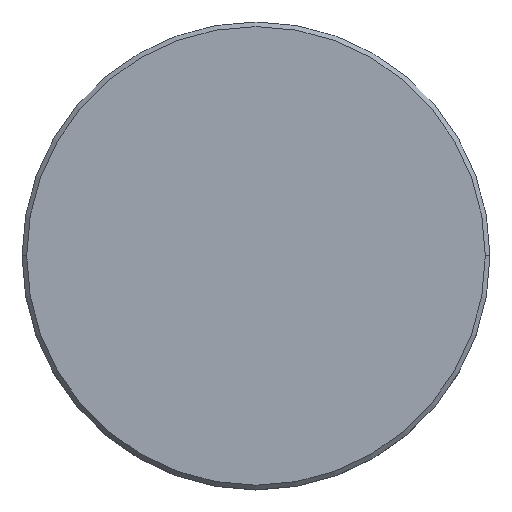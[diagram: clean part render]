
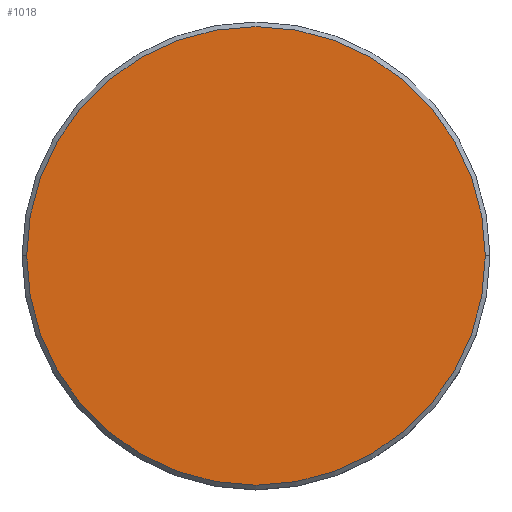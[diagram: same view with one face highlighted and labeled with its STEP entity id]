
A CAD part, top view. The second image highlights one B-rep face of the part: STEP entity #1018.
In plain terms, the highlighted planar face has unit normal (0, 0, 1).
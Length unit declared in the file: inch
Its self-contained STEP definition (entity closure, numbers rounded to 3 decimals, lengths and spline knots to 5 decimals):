
#266 = AXIS2_PLACEMENT_3D ( 'NONE', #3813, #2875, #3712 ) ;
#305 = EDGE_LOOP ( 'NONE', ( #1346, #4275 ) ) ;
#347 = DIRECTION ( 'NONE',  ( 1., 0., 0. ) ) ;
#358 = DIRECTION ( 'NONE',  ( 0., 0., 1. ) ) ;
#437 = AXIS2_PLACEMENT_3D ( 'NONE', #513, #358, #347 ) ;
#444 = VERTEX_POINT ( 'NONE', #1024 ) ;
#513 = CARTESIAN_POINT ( 'NONE',  ( 0., 0., 0.11811 ) ) ;
#534 = CIRCLE ( 'NONE', #266, 0.49016 ) ;
#1018 = ADVANCED_FACE ( 'NONE', ( #1059 ), #4195, .T. ) ;
#1024 = CARTESIAN_POINT ( 'NONE',  ( -0.49016, 0., 0.11811 ) ) ;
#1034 = AXIS2_PLACEMENT_3D ( 'NONE', #3055, #3956, #2807 ) ;
#1059 = FACE_OUTER_BOUND ( 'NONE', #305, .T. ) ;
#1346 = ORIENTED_EDGE ( 'NONE', *, *, #3933, .T. ) ;
#1706 = VERTEX_POINT ( 'NONE', #2483 ) ;
#2483 = CARTESIAN_POINT ( 'NONE',  ( 0.49016, 0., 0.11811 ) ) ;
#2565 = EDGE_CURVE ( 'NONE', #1706, #444, #3368, .T. ) ;
#2807 = DIRECTION ( 'NONE',  ( 1., 0., 0. ) ) ;
#2875 = DIRECTION ( 'NONE',  ( 0., 0., 1. ) ) ;
#3055 = CARTESIAN_POINT ( 'NONE',  ( 0., 0., 0.11811 ) ) ;
#3368 = CIRCLE ( 'NONE', #437, 0.49016 ) ;
#3712 = DIRECTION ( 'NONE',  ( 1., 0., 0. ) ) ;
#3813 = CARTESIAN_POINT ( 'NONE',  ( 0., 0., 0.11811 ) ) ;
#3933 = EDGE_CURVE ( 'NONE', #444, #1706, #534, .T. ) ;
#3956 = DIRECTION ( 'NONE',  ( 0., 0., 1. ) ) ;
#4195 = PLANE ( 'NONE',  #1034 ) ;
#4275 = ORIENTED_EDGE ( 'NONE', *, *, #2565, .T. ) ;
